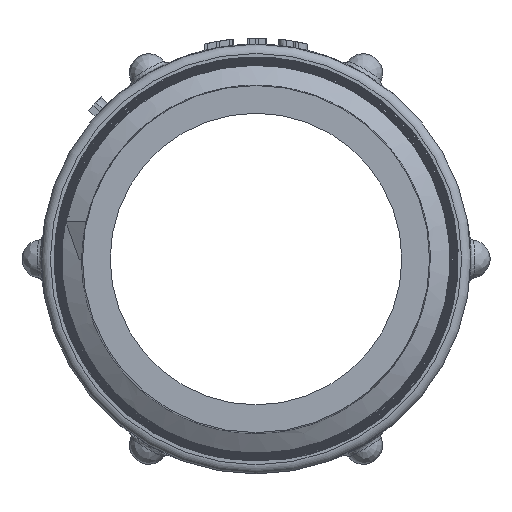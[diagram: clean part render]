
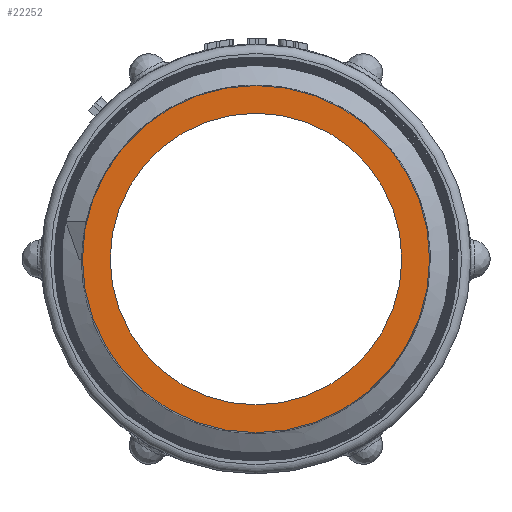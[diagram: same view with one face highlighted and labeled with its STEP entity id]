
A CAD part, left-side view. The second image highlights one B-rep face of the part: STEP entity #22252.
In plain terms, the highlighted planar face has unit normal (-1, 0, 0).
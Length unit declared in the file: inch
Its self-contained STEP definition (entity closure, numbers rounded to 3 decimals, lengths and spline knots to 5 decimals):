
#22218=CARTESIAN_POINT('',(-2.0,0.475,0.0));
#22219=VERTEX_POINT('',#22218);
#22220=CARTESIAN_POINT('',(-2.0,0.0,0.0));
#22221=DIRECTION('',(1.0,0.0,0.0));
#22222=DIRECTION('',(0.0,1.0,0.0));
#22223=AXIS2_PLACEMENT_3D('',#22220,#22221,#22222);
#22224=CIRCLE('',#22223,0.475);
#22225=EDGE_CURVE('',#22219,#22219,#22224,.T.);
#22233=CARTESIAN_POINT('',(-2.0,0.52025,0.0));
#22234=DIRECTION('',(-1.0,0.0,0.0));
#22235=DIRECTION('',(0.0,0.0,1.0));
#22236=AXIS2_PLACEMENT_3D('',#22233,#22234,#22235);
#22237=PLANE('',#22236);
#22238=CARTESIAN_POINT('',(-2.0,0.5655,0.0));
#22239=VERTEX_POINT('',#22238);
#22240=CARTESIAN_POINT('',(-2.0,0.0,0.0));
#22241=DIRECTION('',(1.0,0.0,0.0));
#22242=DIRECTION('',(0.0,1.0,0.0));
#22243=AXIS2_PLACEMENT_3D('',#22240,#22241,#22242);
#22244=CIRCLE('',#22243,0.5655);
#22245=EDGE_CURVE('',#22239,#22239,#22244,.T.);
#22246=ORIENTED_EDGE('',*,*,#22245,.F.);
#22247=EDGE_LOOP('',(#22246));
#22248=FACE_OUTER_BOUND('',#22247,.T.);
#22249=ORIENTED_EDGE('',*,*,#22225,.T.);
#22250=EDGE_LOOP('',(#22249));
#22251=FACE_BOUND('',#22250,.T.);
#22252=ADVANCED_FACE('',(#22248,#22251),#22237,.T.);
